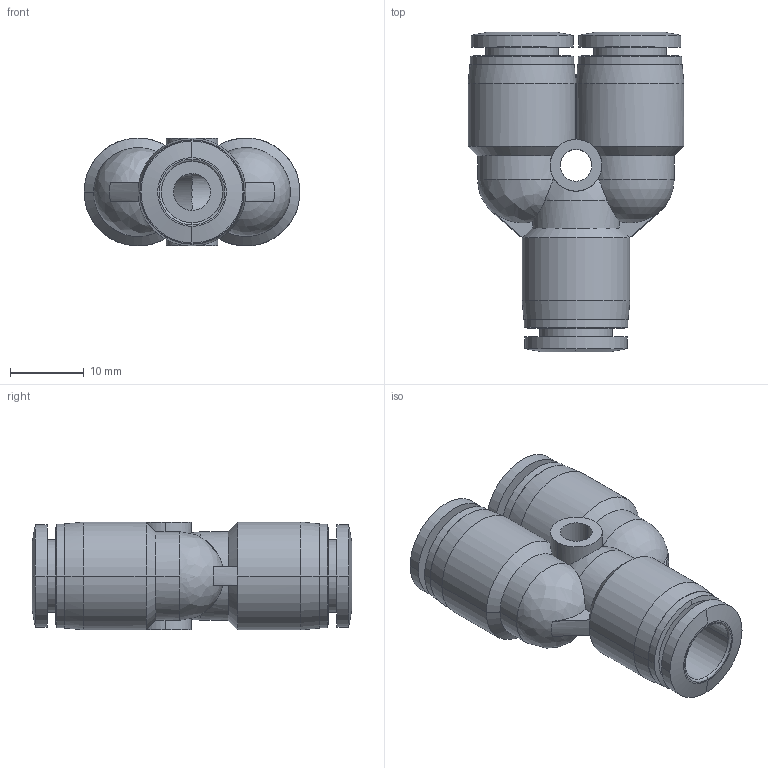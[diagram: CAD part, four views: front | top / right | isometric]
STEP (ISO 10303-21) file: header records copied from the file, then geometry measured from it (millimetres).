
FILE_DESCRIPTION (( 'STEP AP214' ), '1' );
FILE_NAME ('UY8M.step', '2016-02-24T20:50:36', ( '' ), ( '' ), 'SwSTEP 2.0', 'SolidWorks 2015', '' );
FILE_SCHEMA (( 'AUTOMOTIVE_DESIGN' ));
Length unit declared in the file: inch
Products named in the file (1): UY8M
Bounding box: 29.2 x 43.2 x 14.6 mm (x, y, z)
Volume: 6748.4 mm3; surface area: 5634.9 mm2
Topology: 1 solids, 1 shells, 105 faces, 251 edges, 158 vertices
Faces by surface type: cylinder 40, plane 25, cone 24, bspline 9, torus 6, sphere 1
Entity records: 5168 total; most frequent: CARTESIAN_POINT 1346, DIRECTION 516, ORIENTED_EDGE 500, EDGE_CURVE 250, AXIS2_PLACEMENT_3D 224, VERTEX_POINT 158, CIRCLE 127, EDGE_LOOP 122
